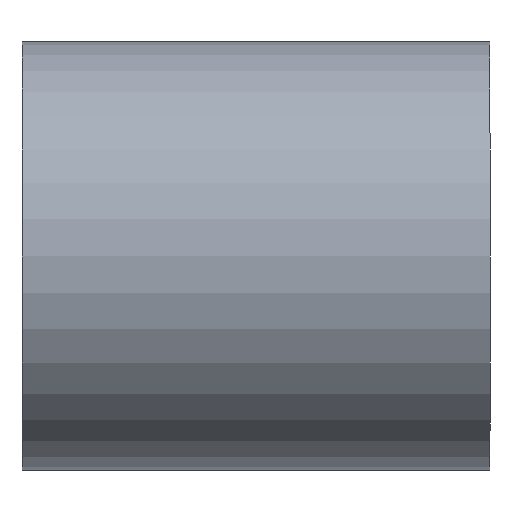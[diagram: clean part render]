
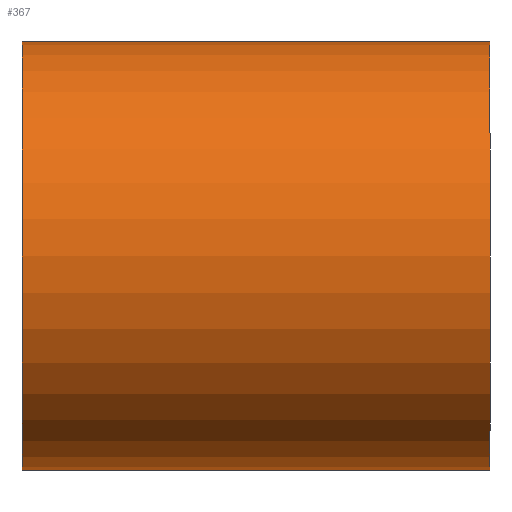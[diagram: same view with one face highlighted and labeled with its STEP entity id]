
A CAD part, left-side view. The second image highlights one B-rep face of the part: STEP entity #367.
In plain terms, the highlighted cylindrical face has radius 54.325 mm (diameter 108.651 mm), a partial arc.
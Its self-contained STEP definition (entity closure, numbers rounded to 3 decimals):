
#4 = ORIENTED_EDGE ( 'NONE', *, *, #184, .F. ) ;
#96 = EDGE_CURVE ( 'NONE', #800, #835, #611, .T. ) ;
#99 = AXIS2_PLACEMENT_3D ( 'NONE', #674, #153, #543 ) ;
#141 = AXIS2_PLACEMENT_3D ( 'NONE', #355, #677, #686 ) ;
#153 = DIRECTION ( 'NONE',  ( 0., -1., 0. ) ) ;
#181 = ORIENTED_EDGE ( 'NONE', *, *, #96, .T. ) ;
#184 = EDGE_CURVE ( 'NONE', #784, #465, #655, .T. ) ;
#190 = CARTESIAN_POINT ( 'NONE',  ( -26.157, 89.4, 67.096 ) ) ;
#196 = EDGE_CURVE ( 'NONE', #835, #465, #287, .T. ) ;
#198 = LINE ( 'NONE', #190, #758 ) ;
#210 = DIRECTION ( 'NONE',  ( 0., -1., 0. ) ) ;
#287 = LINE ( 'NONE', #420, #583 ) ;
#355 = CARTESIAN_POINT ( 'NONE',  ( -26.157, 89.4, 12.771 ) ) ;
#362 = CARTESIAN_POINT ( 'NONE',  ( -26.157, -29.4, 67.096 ) ) ;
#367 = ADVANCED_FACE ( 'NONE', ( #372 ), #382, .T. ) ;
#372 = FACE_OUTER_BOUND ( 'NONE', #847, .T. ) ;
#382 = CYLINDRICAL_SURFACE ( 'NONE', #799, 54.325 ) ;
#410 = ORIENTED_EDGE ( 'NONE', *, *, #196, .T. ) ;
#420 = CARTESIAN_POINT ( 'NONE',  ( -26.157, 89.4, -41.555 ) ) ;
#462 = CARTESIAN_POINT ( 'NONE',  ( -26.157, -29.4, -41.555 ) ) ;
#465 = VERTEX_POINT ( 'NONE', #462 ) ;
#510 = EDGE_CURVE ( 'NONE', #800, #784, #198, .T. ) ;
#515 = DIRECTION ( 'NONE',  ( 0., -1., 0. ) ) ;
#523 = DIRECTION ( 'NONE',  ( 0., -1., 0. ) ) ;
#543 = DIRECTION ( 'NONE',  ( 0., 0., -1. ) ) ;
#583 = VECTOR ( 'NONE', #210, 1000. ) ;
#611 = CIRCLE ( 'NONE', #141, 54.325 ) ;
#621 = CARTESIAN_POINT ( 'NONE',  ( -26.157, 89.4, -41.555 ) ) ;
#634 = CARTESIAN_POINT ( 'NONE',  ( -26.157, 89.4, 12.771 ) ) ;
#655 = CIRCLE ( 'NONE', #99, 54.325 ) ;
#674 = CARTESIAN_POINT ( 'NONE',  ( -26.157, -29.4, 12.771 ) ) ;
#677 = DIRECTION ( 'NONE',  ( 0., -1., 0. ) ) ;
#686 = DIRECTION ( 'NONE',  ( 0., 0., -1. ) ) ;
#698 = DIRECTION ( 'NONE',  ( 0., 0., -1. ) ) ;
#758 = VECTOR ( 'NONE', #523, 1000. ) ;
#763 = CARTESIAN_POINT ( 'NONE',  ( -26.157, 89.4, 67.096 ) ) ;
#784 = VERTEX_POINT ( 'NONE', #362 ) ;
#799 = AXIS2_PLACEMENT_3D ( 'NONE', #634, #515, #698 ) ;
#800 = VERTEX_POINT ( 'NONE', #763 ) ;
#819 = ORIENTED_EDGE ( 'NONE', *, *, #510, .F. ) ;
#835 = VERTEX_POINT ( 'NONE', #621 ) ;
#847 = EDGE_LOOP ( 'NONE', ( #819, #181, #410, #4 ) ) ;
